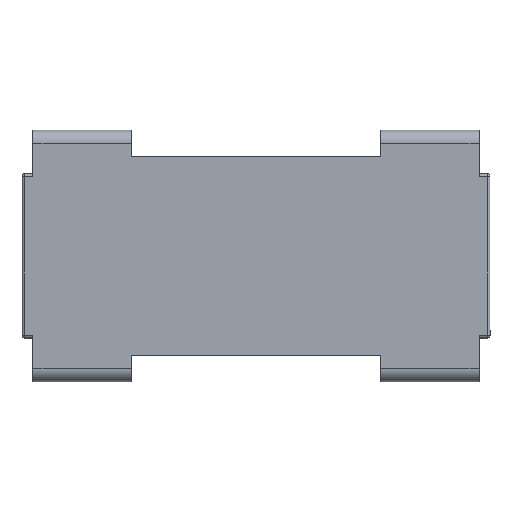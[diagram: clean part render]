
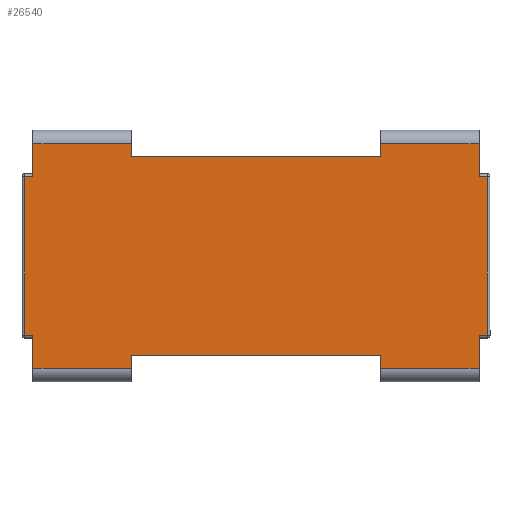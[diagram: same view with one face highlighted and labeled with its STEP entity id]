
A CAD part, top view. The second image highlights one B-rep face of the part: STEP entity #26540.
In plain terms, the highlighted planar face has unit normal (0, 0, 1).
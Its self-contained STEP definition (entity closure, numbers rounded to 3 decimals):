
#60=CARTESIAN_POINT('',(-4.55,-4.1,2.65));
#70=DIRECTION('',(-1.,0.,0.));
#80=VECTOR('',#70,1.);
#90=LINE('',#60,#80);
#100=CARTESIAN_POINT('',(-4.55,-4.1,2.65));
#110=VERTEX_POINT('',#100);
#120=CARTESIAN_POINT('',(-8.15,-4.1,2.65));
#130=VERTEX_POINT('',#120);
#140=EDGE_CURVE('',#110,#130,#90,.T.);
#1030=CARTESIAN_POINT('',(-8.15,-2.9,2.65));
#1040=VERTEX_POINT('',#1030);
#1070=CARTESIAN_POINT('',(-8.15,79.834,2.65));
#1080=DIRECTION('',(0.,1.,0.));
#1090=VECTOR('',#1080,1.);
#1100=LINE('',#1070,#1090);
#1110=EDGE_CURVE('',#130,#1040,#1100,.T.);
#1910=CARTESIAN_POINT('',(-4.55,79.834,2.65));
#1920=DIRECTION('',(0.,-1.,0.));
#1930=VECTOR('',#1920,1.);
#1940=LINE('',#1910,#1930);
#1950=CARTESIAN_POINT('',(-4.55,-3.625,2.65));
#1960=VERTEX_POINT('',#1950);
#1970=EDGE_CURVE('',#1960,#110,#1940,.T.);
#7030=CARTESIAN_POINT('',(-45.274,3.625,2.65));
#7040=DIRECTION('',(1.,0.,0.));
#7050=VECTOR('',#7040,1.);
#7060=LINE('',#7030,#7050);
#7070=CARTESIAN_POINT('',(-4.55,3.625,2.65));
#7080=VERTEX_POINT('',#7070);
#7090=CARTESIAN_POINT('',(4.55,3.625,2.65));
#7100=VERTEX_POINT('',#7090);
#7110=EDGE_CURVE('',#7080,#7100,#7060,.T.);
#7970=CARTESIAN_POINT('',(4.55,4.1,2.65));
#7980=VERTEX_POINT('',#7970);
#8010=CARTESIAN_POINT('',(4.55,79.834,2.65));
#8020=DIRECTION('',(0.,1.,0.));
#8030=VECTOR('',#8020,1.);
#8040=LINE('',#8010,#8030);
#8050=EDGE_CURVE('',#7100,#7980,#8040,.T.);
#8820=CARTESIAN_POINT('',(8.15,2.9,2.65));
#8830=VERTEX_POINT('',#8820);
#8880=CARTESIAN_POINT('',(8.15,79.834,2.65));
#8890=DIRECTION('',(0.,1.,-0.));
#8900=VECTOR('',#8890,1.);
#8910=LINE('',#8880,#8900);
#8920=CARTESIAN_POINT('',(8.15,4.1,2.65));
#8930=VERTEX_POINT('',#8920);
#8940=EDGE_CURVE('',#8830,#8930,#8910,.T.);
#10360=CARTESIAN_POINT('',(8.45,2.9,2.65));
#10370=VERTEX_POINT('',#10360);
#10560=CARTESIAN_POINT('',(8.45,2.9,2.65));
#10570=DIRECTION('',(0.,-1.,0.));
#10580=VECTOR('',#10570,1.);
#10590=LINE('',#10560,#10580);
#10600=CARTESIAN_POINT('',(8.45,-2.9,2.65));
#10610=VERTEX_POINT('',#10600);
#10620=EDGE_CURVE('',#10370,#10610,#10590,.T.);
#25310=CARTESIAN_POINT('',(-45.274,-3.625,2.65));
#25320=DIRECTION('',(-1.,0.,0.));
#25330=VECTOR('',#25320,1.);
#25340=LINE('',#25310,#25330);
#25350=CARTESIAN_POINT('',(4.55,-3.625,2.65));
#25360=VERTEX_POINT('',#25350);
#25370=EDGE_CURVE('',#25360,#1960,#25340,.T.);
#25510=CARTESIAN_POINT('',(-8.879,4.311,2.65));
#25520=DIRECTION('',(0.,-0.,1.));
#25530=DIRECTION('',(0.,1.,0.));
#25540=AXIS2_PLACEMENT_3D('',#25510,#25520,#25530);
#25550=PLANE('',#25540);
#25560=CARTESIAN_POINT('',(8.45,-2.9,2.65));
#25570=DIRECTION('',(-1.,0.,0.));
#25580=VECTOR('',#25570,1.);
#25590=LINE('',#25560,#25580);
#25600=CARTESIAN_POINT('',(8.15,-2.9,2.65));
#25610=VERTEX_POINT('',#25600);
#25620=EDGE_CURVE('',#10610,#25610,#25590,.T.);
#25630=ORIENTED_EDGE('',*,*,#25620,.F.);
#25640=CARTESIAN_POINT('',(8.15,79.834,2.65));
#25650=DIRECTION('',(0.,-1.,0.));
#25660=VECTOR('',#25650,1.);
#25670=LINE('',#25640,#25660);
#25680=CARTESIAN_POINT('',(8.15,-4.1,2.65));
#25690=VERTEX_POINT('',#25680);
#25700=EDGE_CURVE('',#25610,#25690,#25670,.T.);
#25710=ORIENTED_EDGE('',*,*,#25700,.F.);
#25720=CARTESIAN_POINT('',(8.15,-4.1,2.65));
#25730=DIRECTION('',(-1.,0.,0.));
#25740=VECTOR('',#25730,1.);
#25750=LINE('',#25720,#25740);
#25760=CARTESIAN_POINT('',(4.55,-4.1,2.65));
#25770=VERTEX_POINT('',#25760);
#25780=EDGE_CURVE('',#25690,#25770,#25750,.T.);
#25790=ORIENTED_EDGE('',*,*,#25780,.F.);
#25800=CARTESIAN_POINT('',(4.55,79.834,2.65));
#25810=DIRECTION('',(0.,1.,-0.));
#25820=VECTOR('',#25810,1.);
#25830=LINE('',#25800,#25820);
#25840=EDGE_CURVE('',#25770,#25360,#25830,.T.);
#25850=ORIENTED_EDGE('',*,*,#25840,.F.);
#25860=ORIENTED_EDGE('',*,*,#25370,.F.);
#25870=ORIENTED_EDGE('',*,*,#1970,.F.);
#25880=ORIENTED_EDGE('',*,*,#140,.F.);
#25890=ORIENTED_EDGE('',*,*,#1110,.F.);
#25900=CARTESIAN_POINT('',(-8.15,-2.9,2.65));
#25910=DIRECTION('',(-1.,0.,0.));
#25920=VECTOR('',#25910,1.);
#25930=LINE('',#25900,#25920);
#25940=CARTESIAN_POINT('',(-8.45,-2.9,2.65));
#25950=VERTEX_POINT('',#25940);
#25960=EDGE_CURVE('',#1040,#25950,#25930,.T.);
#25970=ORIENTED_EDGE('',*,*,#25960,.F.);
#25980=CARTESIAN_POINT('',(-8.45,-2.9,2.65));
#25990=DIRECTION('',(0.,1.,0.));
#26000=VECTOR('',#25990,1.);
#26010=LINE('',#25980,#26000);
#26020=CARTESIAN_POINT('',(-8.45,2.9,2.65));
#26030=VERTEX_POINT('',#26020);
#26040=EDGE_CURVE('',#25950,#26030,#26010,.T.);
#26050=ORIENTED_EDGE('',*,*,#26040,.F.);
#26060=CARTESIAN_POINT('',(-8.45,2.9,2.65));
#26070=DIRECTION('',(1.,0.,0.));
#26080=VECTOR('',#26070,1.);
#26090=LINE('',#26060,#26080);
#26100=CARTESIAN_POINT('',(-8.15,2.9,2.65));
#26110=VERTEX_POINT('',#26100);
#26120=EDGE_CURVE('',#26030,#26110,#26090,.T.);
#26130=ORIENTED_EDGE('',*,*,#26120,.F.);
#26140=CARTESIAN_POINT('',(-8.15,79.834,2.65));
#26150=DIRECTION('',(0.,-1.,0.));
#26160=VECTOR('',#26150,1.);
#26170=LINE('',#26140,#26160);
#26180=CARTESIAN_POINT('',(-8.15,4.1,2.65));
#26190=VERTEX_POINT('',#26180);
#26200=EDGE_CURVE('',#26190,#26110,#26170,.T.);
#26210=ORIENTED_EDGE('',*,*,#26200,.T.);
#26220=CARTESIAN_POINT('',(-8.15,4.1,2.65));
#26230=DIRECTION('',(1.,0.,0.));
#26240=VECTOR('',#26230,1.);
#26250=LINE('',#26220,#26240);
#26260=CARTESIAN_POINT('',(-4.55,4.1,2.65));
#26270=VERTEX_POINT('',#26260);
#26280=EDGE_CURVE('',#26190,#26270,#26250,.T.);
#26290=ORIENTED_EDGE('',*,*,#26280,.F.);
#26300=CARTESIAN_POINT('',(-4.55,79.834,2.65));
#26310=DIRECTION('',(0.,1.,0.));
#26320=VECTOR('',#26310,1.);
#26330=LINE('',#26300,#26320);
#26340=EDGE_CURVE('',#7080,#26270,#26330,.T.);
#26350=ORIENTED_EDGE('',*,*,#26340,.T.);
#26360=ORIENTED_EDGE('',*,*,#7110,.F.);
#26370=ORIENTED_EDGE('',*,*,#8050,.F.);
#26380=CARTESIAN_POINT('',(4.55,4.1,2.65));
#26390=DIRECTION('',(1.,0.,0.));
#26400=VECTOR('',#26390,1.);
#26410=LINE('',#26380,#26400);
#26420=EDGE_CURVE('',#7980,#8930,#26410,.T.);
#26430=ORIENTED_EDGE('',*,*,#26420,.F.);
#26440=ORIENTED_EDGE('',*,*,#8940,.T.);
#26450=CARTESIAN_POINT('',(8.15,2.9,2.65));
#26460=DIRECTION('',(1.,0.,0.));
#26470=VECTOR('',#26460,1.);
#26480=LINE('',#26450,#26470);
#26490=EDGE_CURVE('',#8830,#10370,#26480,.T.);
#26500=ORIENTED_EDGE('',*,*,#26490,.F.);
#26510=ORIENTED_EDGE('',*,*,#10620,.F.);
#26520=EDGE_LOOP('',(#26510,#26500,#26440,#26430,#26370,#26360,#26350,
#26290,#26210,#26130,#26050,#25970,#25890,#25880,#25870,#25860,#25850,
#25790,#25710,#25630));
#26530=FACE_OUTER_BOUND('',#26520,.T.);
#26540=ADVANCED_FACE('',(#26530),#25550,.T.);
